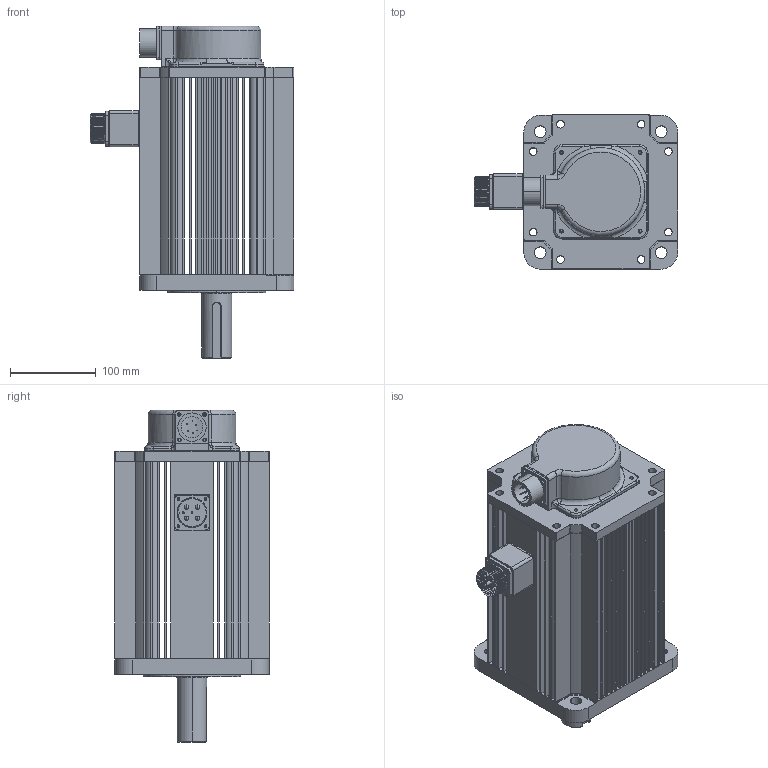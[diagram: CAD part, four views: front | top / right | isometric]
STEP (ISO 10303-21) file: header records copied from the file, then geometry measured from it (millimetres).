
FILE_DESCRIPTION (( 'STEP AP203' ), '1' );
FILE_NAME ('180蚾饜极35015棠晤惕掅EZ2.STEP', '2020-12-11T05:48:30', ( '' ), ( '' ), 'SwSTEP 2.0', 'SolidWorks 2016', '' );
FILE_SCHEMA (( 'CONFIG_CONTROL_DESIGN' ));
Length unit declared in the file: millimetre
Products named in the file (1): 180蚾饜极35015棠晤惕掅EZ2
Bounding box: 237.9 x 180 x 388 mm (x, y, z)
Surface area: 455412.8 mm2 (no closed solid volume)
Topology: 0 solids, 34 shells, 743 faces, 2226 edges, 1505 vertices
Faces by surface type: cylinder 314, plane 306, torus 67, bspline 29, sphere 14, cone 13
Entity records: 30835 total; most frequent: CARTESIAN_POINT 11190, DIRECTION 4274, ORIENTED_EDGE 3584, EDGE_CURVE 2198, AXIS2_PLACEMENT_3D 1562, VERTEX_POINT 1493, VECTOR 1150, LINE 1150
